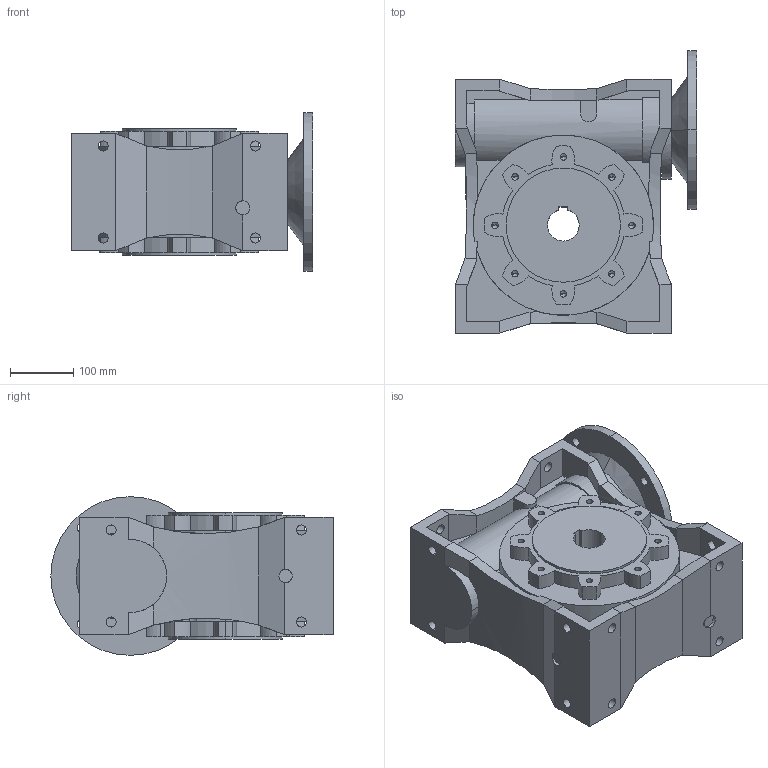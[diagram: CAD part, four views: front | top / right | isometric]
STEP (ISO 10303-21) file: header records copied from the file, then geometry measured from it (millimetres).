
FILE_DESCRIPTION (( 'STEP AP214' ), '1' );
FILE_NAME ('BOX150PAM100B5.STEP', '2013-10-02T05:25:39', ( '' ), ( '' ), 'SwSTEP 2.0', 'SolidWorks 2012', '' );
FILE_SCHEMA (( 'AUTOMOTIVE_DESIGN' ));
Length unit declared in the file: millimetre
Products named in the file (3): Box150 Input Flanges_100B5_112B5; box150; BOX150PAM100B5
Assembly tree (2 placements, depth 2):
  BOX150PAM100B5
    box150
    Box150 Input Flanges_100B5_112B5
Bounding box: 380 x 445 x 250 mm (x, y, z)
Volume: 18947520.3 mm3; surface area: 868037.7 mm2
Topology: 2 solids, 2 shells, 374 faces, 1015 edges, 637 vertices
Faces by surface type: cylinder 217, plane 121, cone 36
Entity records: 12703 total; most frequent: CARTESIAN_POINT 2776, DIRECTION 2050, ORIENTED_EDGE 1966, EDGE_CURVE 983, AXIS2_PLACEMENT_3D 779, VERTEX_POINT 637, LINE 492, VECTOR 492
